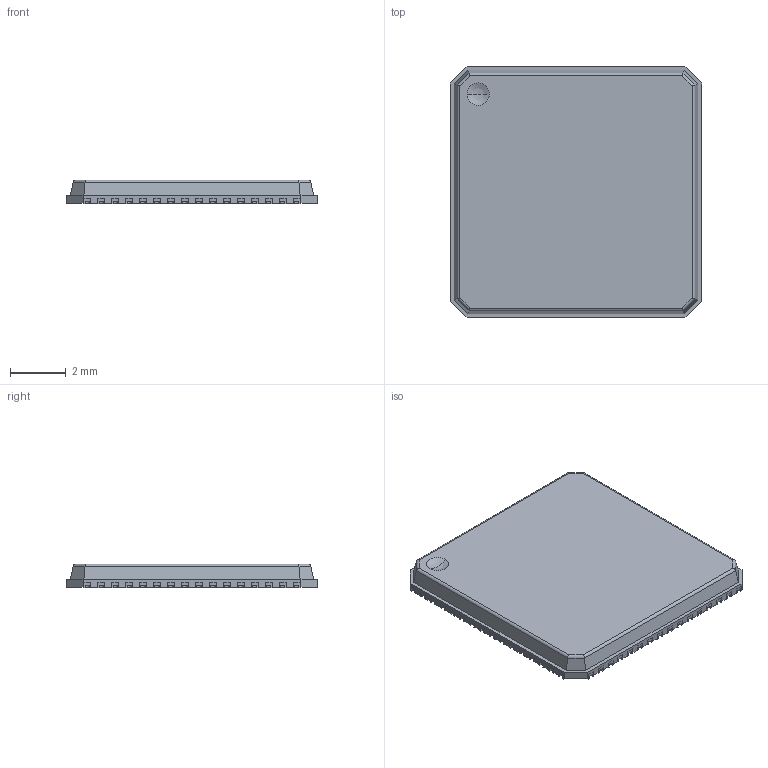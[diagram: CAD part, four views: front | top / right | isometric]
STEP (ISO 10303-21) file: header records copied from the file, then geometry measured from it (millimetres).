
FILE_DESCRIPTION((''),'2;1');
FILE_NAME('RTD0064M_ASM','2020-03-12T09:07:33',('a0412086'),(''),'CREO PARAMETRIC BY PTC INC, 2019292','CREO PARAMETRIC BY PTC INC, 2019292','');
FILE_SCHEMA(('AUTOMOTIVE_DESIGN { 1 0 10303 214 1 1 1 1 }'));
Length unit declared in the file: millimetre
Products named in the file (3): BODY-QFN-PUNCH; FRAME-RTD0064M; RTD0064M_ASM
Assembly tree (2 placements, depth 2):
  RTD0064M_ASM
    BODY-QFN-PUNCH
    FRAME-RTD0064M
Bounding box: 9 x 9 x 0.85 mm (x, y, z)
Volume: 63.8 mm3; surface area: 339.7 mm2
Topology: 66 solids, 66 shells, 944 faces, 2422 edges, 1611 vertices
Faces by surface type: plane 736, cylinder 206, sphere 2
Entity records: 36645 total; most frequent: CARTESIAN_POINT 5035, ORIENTED_EDGE 4840, DIRECTION 4710, PRESENTATION_STYLE_ASSIGNMENT 2550, STYLED_ITEM 2486, CURVE_STYLE 2420, EDGE_CURVE 2420, VECTOR 2012
